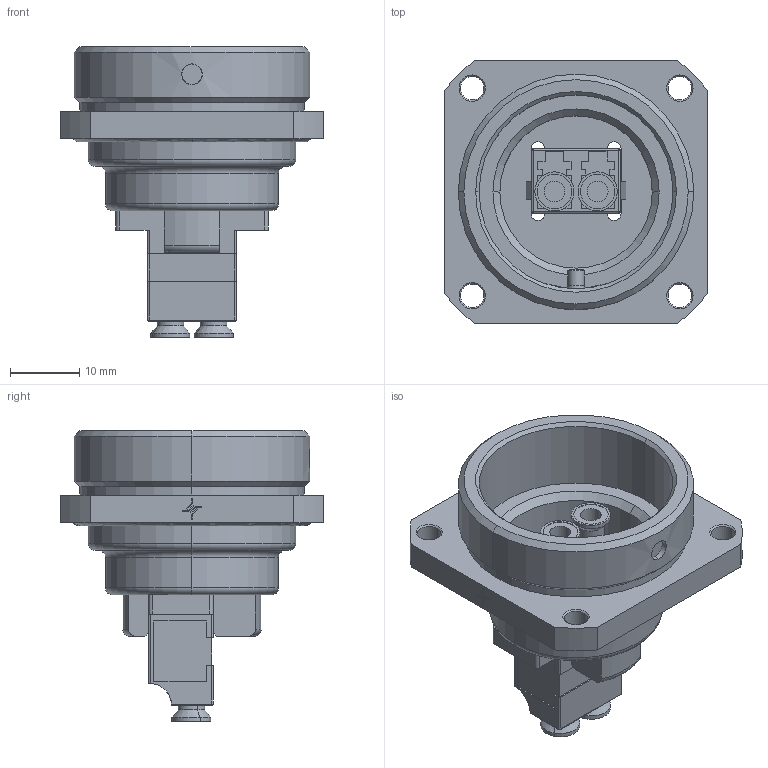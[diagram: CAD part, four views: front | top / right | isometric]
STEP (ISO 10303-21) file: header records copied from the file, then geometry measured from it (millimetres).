
FILE_DESCRIPTION (( 'STEP AP214' ), '1' );
FILE_NAME ('j68071A0001.STEP', '2013-04-15T08:11:01', ( 'Wartung' ), ( '' ), 'SwSTEP 2.0', 'SolidWorks 2012', '' );
FILE_SCHEMA (( 'AUTOMOTIVE_DESIGN' ));
Length unit declared in the file: millimetre
Products named in the file (10): j68071A0001; B04006A0419; B04001A0419; F60071A0006; B07015A0010_aufgeweitet auf D=30; H66000A0004; J08071A0022H1_ohne TG-Logo; B01030A0024; B00010A0020; J08071A0022
Assembly tree (13 placements, depth 4):
  j68071A0001
    H66000A0004
      F60071A0006
        B04006A0419
        B04001A0419
      B07015A0010_aufgeweitet auf D=30
    J08071A0022
      J08071A0022H1_ohne TG-Logo
      B01030A0024  x2
      B00010A0020  x4
Bounding box: 38.01 x 38 x 42 mm (x, y, z)
Volume: 10921.7 mm3; surface area: 13255 mm2
Topology: 10 solids, 10 shells, 565 faces, 1419 edges, 890 vertices
Faces by surface type: plane 271, cylinder 184, torus 56, cone 44, sphere 6, bspline 4
Entity records: 14372 total; most frequent: CARTESIAN_POINT 2596, DIRECTION 2440, ORIENTED_EDGE 2340, EDGE_CURVE 1170, AXIS2_PLACEMENT_3D 816, VECTOR 808, LINE 808, VERTEX_POINT 740
